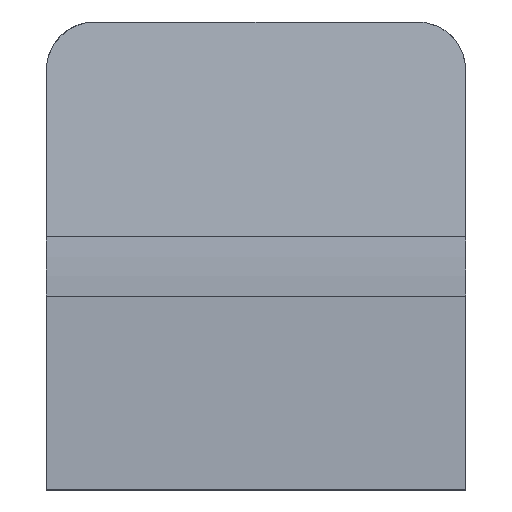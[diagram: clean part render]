
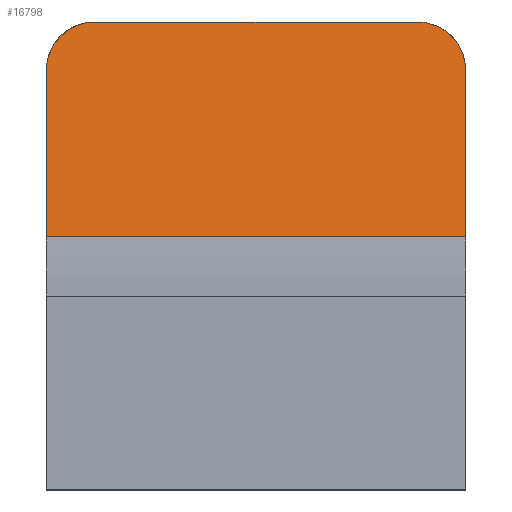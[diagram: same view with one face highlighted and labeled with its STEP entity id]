
A CAD part, front view. The second image highlights one B-rep face of the part: STEP entity #16798.
In plain terms, the highlighted planar face has unit normal (0, -0.989, 0.147).
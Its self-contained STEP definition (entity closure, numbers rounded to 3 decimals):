
#2195 = CARTESIAN_POINT ( 'NONE',  ( 26., 3.609, 24. ) ) ;
#2198 = EDGE_CURVE ( 'NONE', #12966, #15525, #5114, .T. ) ;
#2323 = ORIENTED_EDGE ( 'NONE', *, *, #2198, .F. ) ;
#2674 = CARTESIAN_POINT ( 'NONE',  ( 26., 0.542, 3.343 ) ) ;
#3600 = ORIENTED_EDGE ( 'NONE', *, *, #22501, .T. ) ;
#3710 = EDGE_CURVE ( 'NONE', #8554, #7558, #26956, .T. ) ;
#5053 = VECTOR ( 'NONE', #17806, 1000. ) ;
#5114 = LINE ( 'NONE', #11960, #14000 ) ;
#6206 = VERTEX_POINT ( 'NONE', #2674 ) ;
#6988 = CARTESIAN_POINT ( 'NONE',  ( -26., 4.5, 30. ) ) ;
#7263 = CARTESIAN_POINT ( 'NONE',  ( -26., 4.5, 30. ) ) ;
#7374 = EDGE_CURVE ( 'NONE', #8554, #6206, #22276, .T. ) ;
#7408 = DIRECTION ( 'NONE',  ( 0., 0.989, -0.147 ) ) ;
#7558 = VERTEX_POINT ( 'NONE', #8061 ) ;
#8061 = CARTESIAN_POINT ( 'NONE',  ( -26., 3.609, 24. ) ) ;
#8554 = VERTEX_POINT ( 'NONE', #24534 ) ;
#9556 =( BOUNDED_CURVE ( )  B_SPLINE_CURVE ( 3, ( #23228, #11912, #20994, #25613 ),
 .UNSPECIFIED., .F., .F. ) 
 B_SPLINE_CURVE_WITH_KNOTS ( ( 4, 4 ),
 ( 3.142, 4.712 ),
 .UNSPECIFIED. ) 
 CURVE ( )  GEOMETRIC_REPRESENTATION_ITEM ( )  RATIONAL_B_SPLINE_CURVE ( ( 1., 0.805, 0.805, 1. ) ) 
 REPRESENTATION_ITEM ( '' )  );
#9587 = EDGE_LOOP ( 'NONE', ( #18408, #2323, #3600, #18911, #25180, #10759 ) ) ;
#10759 = ORIENTED_EDGE ( 'NONE', *, *, #29184, .T. ) ;
#11862 = VERTEX_POINT ( 'NONE', #2195 ) ;
#11912 = CARTESIAN_POINT ( 'NONE',  ( -23.515, 4.5, 30. ) ) ;
#11960 = CARTESIAN_POINT ( 'NONE',  ( -26., 4.5, 30. ) ) ;
#12966 = VERTEX_POINT ( 'NONE', #24651 ) ;
#13113 = VECTOR ( 'NONE', #15611, 1000. ) ;
#13546 = CARTESIAN_POINT ( 'NONE',  ( 20., 4.5, 30. ) ) ;
#14000 = VECTOR ( 'NONE', #21041, 1000. ) ;
#14828 = CARTESIAN_POINT ( 'NONE',  ( 26., 3.609, 24. ) ) ;
#14968 = EDGE_CURVE ( 'NONE', #11862, #15525, #22443, .T. ) ;
#15267 = LINE ( 'NONE', #22143, #5053 ) ;
#15408 = CARTESIAN_POINT ( 'NONE',  ( -26., 0.542, 3.343 ) ) ;
#15525 = VERTEX_POINT ( 'NONE', #13546 ) ;
#15611 = DIRECTION ( 'NONE',  ( 0., 0.147, 0.989 ) ) ;
#16798 = ADVANCED_FACE ( 'NONE', ( #19012 ), #18573, .F. ) ;
#17806 = DIRECTION ( 'NONE',  ( 0., 0.147, 0.989 ) ) ;
#18408 = ORIENTED_EDGE ( 'NONE', *, *, #14968, .T. ) ;
#18573 = PLANE ( 'NONE',  #19001 ) ;
#18911 = ORIENTED_EDGE ( 'NONE', *, *, #3710, .F. ) ;
#19001 = AXIS2_PLACEMENT_3D ( 'NONE', #7263, #7408, #23189 ) ;
#19012 = FACE_OUTER_BOUND ( 'NONE', #9587, .T. ) ;
#20905 = VECTOR ( 'NONE', #22140, 1000. ) ;
#20994 = CARTESIAN_POINT ( 'NONE',  ( -26., 4.131, 27.515 ) ) ;
#21041 = DIRECTION ( 'NONE',  ( 1., 0., 0. ) ) ;
#22140 = DIRECTION ( 'NONE',  ( 1., 0., 0. ) ) ;
#22143 = CARTESIAN_POINT ( 'NONE',  ( 26., 4.5, 30. ) ) ;
#22148 = CARTESIAN_POINT ( 'NONE',  ( 23.515, 4.5, 30. ) ) ;
#22276 = LINE ( 'NONE', #15408, #20905 ) ;
#22443 =( BOUNDED_CURVE ( )  B_SPLINE_CURVE ( 3, ( #14828, #24375, #22148, #28702 ),
 .UNSPECIFIED., .F., .F. ) 
 B_SPLINE_CURVE_WITH_KNOTS ( ( 4, 4 ),
 ( 1.571, 3.142 ),
 .UNSPECIFIED. ) 
 CURVE ( )  GEOMETRIC_REPRESENTATION_ITEM ( )  RATIONAL_B_SPLINE_CURVE ( ( 1., 0.805, 0.805, 1. ) ) 
 REPRESENTATION_ITEM ( '' )  );
#22501 = EDGE_CURVE ( 'NONE', #12966, #7558, #9556, .T. ) ;
#23189 = DIRECTION ( 'NONE',  ( 0., 0.147, 0.989 ) ) ;
#23228 = CARTESIAN_POINT ( 'NONE',  ( -20., 4.5, 30. ) ) ;
#24375 = CARTESIAN_POINT ( 'NONE',  ( 26., 4.131, 27.515 ) ) ;
#24534 = CARTESIAN_POINT ( 'NONE',  ( -26., 0.542, 3.343 ) ) ;
#24651 = CARTESIAN_POINT ( 'NONE',  ( -20., 4.5, 30. ) ) ;
#25180 = ORIENTED_EDGE ( 'NONE', *, *, #7374, .T. ) ;
#25613 = CARTESIAN_POINT ( 'NONE',  ( -26., 3.609, 24. ) ) ;
#26956 = LINE ( 'NONE', #6988, #13113 ) ;
#28702 = CARTESIAN_POINT ( 'NONE',  ( 20., 4.5, 30. ) ) ;
#29184 = EDGE_CURVE ( 'NONE', #6206, #11862, #15267, .T. ) ;
